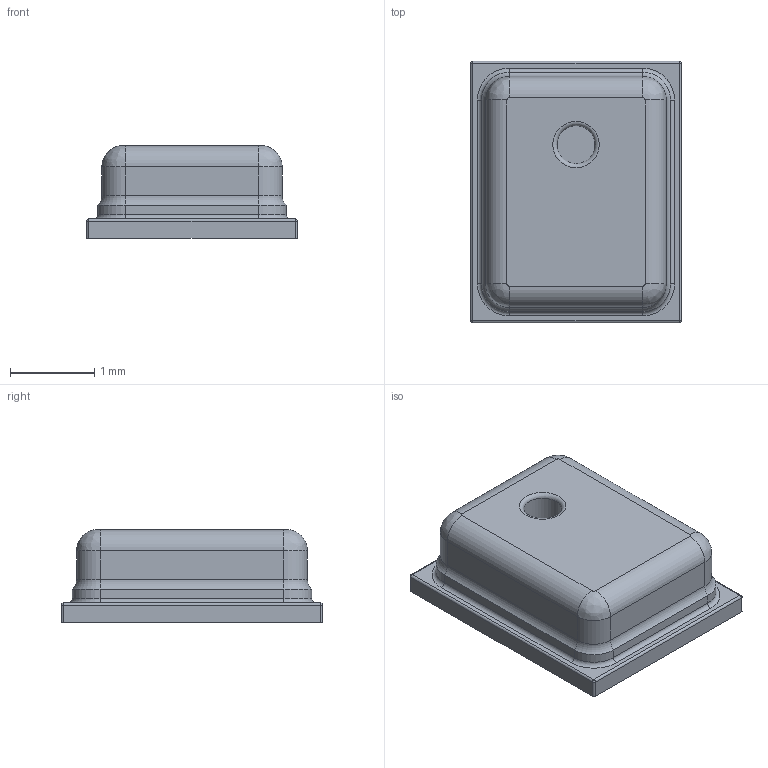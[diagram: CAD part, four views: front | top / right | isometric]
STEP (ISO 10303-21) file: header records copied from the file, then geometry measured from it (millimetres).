
FILE_DESCRIPTION(/* description */ (''),/* implementation_level */ '2;1');
FILE_NAME(/* name */ 'Knowles - SPW2430HR5H-B.step',/* time_stamp */ '2020-04-23T19:36:15+01:00',/* author */ (''),/* organization */ (''),/* preprocessor_version */ 'ST-DEVELOPER v18.1',/* originating_system */ 'Autodesk Translation Framework v9.2.0.1227',/* authorisation */ '');
FILE_SCHEMA (('AUTOMOTIVE_DESIGN { 1 0 10303 214 3 1 1 }'));
Length unit declared in the file: millimetre
Products named in the file (1): Knowles - SPW2430HR5H-B
Bounding box: 2.5 x 3.1 x 1.1 mm (x, y, z)
Volume: 6.7 mm3; surface area: 25.7 mm2
Topology: 1 solids, 1 shells, 82 faces, 177 edges, 103 vertices
Faces by surface type: plane 36, cylinder 29, torus 9, sphere 4, bspline 4
Full cylindrical faces by diameter (mm): 0.45 x1
Entity records: 2313 total; most frequent: DIRECTION 403, CARTESIAN_POINT 395, ORIENTED_EDGE 354, EDGE_CURVE 177, AXIS2_PLACEMENT_3D 147, LINE 109, VECTOR 109, VERTEX_POINT 103
